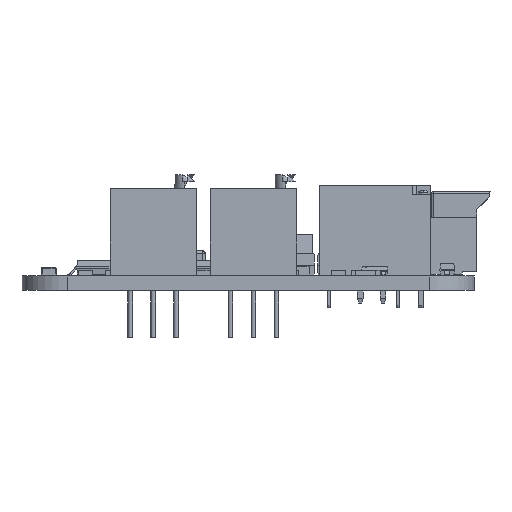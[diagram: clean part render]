
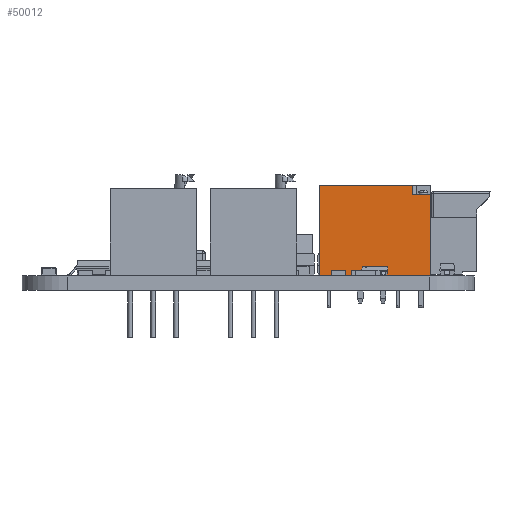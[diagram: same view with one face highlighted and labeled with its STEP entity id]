
A CAD part, left-side view. The second image highlights one B-rep face of the part: STEP entity #50012.
In plain terms, the highlighted planar face has unit normal (-1, 0, 0).
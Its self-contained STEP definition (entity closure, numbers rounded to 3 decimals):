
#49760 = VERTEX_POINT('',#49761);
#49761 = CARTESIAN_POINT('',(9.325,9.85,
    0.));
#49767 = EDGE_CURVE('',#49760,#49768,#49770,.T.);
#49768 = VERTEX_POINT('',#49769);
#49769 = CARTESIAN_POINT('',(9.325,22.15,
    0.));
#49770 = LINE('',#49771,#49772);
#49771 = CARTESIAN_POINT('',(9.325,9.85,
    0.));
#49772 = VECTOR('',#49773,1.);
#49773 = DIRECTION('',(0.,1.,0.));
#49902 = VERTEX_POINT('',#49903);
#49903 = CARTESIAN_POINT('',(9.325,9.85,
    9.));
#49909 = EDGE_CURVE('',#49902,#49760,#49910,.T.);
#49910 = LINE('',#49911,#49912);
#49911 = CARTESIAN_POINT('',(9.325,9.85,
    10.));
#49912 = VECTOR('',#49913,1.);
#49913 = DIRECTION('',(0.,0.,-1.));
#49941 = VERTEX_POINT('',#49942);
#49942 = CARTESIAN_POINT('',(9.325,11.85,
    10.));
#49973 = VERTEX_POINT('',#49974);
#49974 = CARTESIAN_POINT('',(9.325,22.15,
    10.));
#49980 = EDGE_CURVE('',#49973,#49941,#49981,.T.);
#49981 = LINE('',#49982,#49983);
#49982 = CARTESIAN_POINT('',(9.325,22.15,
    10.));
#49983 = VECTOR('',#49984,1.);
#49984 = DIRECTION('',(0.,-1.,0.));
#50001 = EDGE_CURVE('',#49768,#49973,#50002,.T.);
#50002 = LINE('',#50003,#50004);
#50003 = CARTESIAN_POINT('',(9.325,22.15,
    0.));
#50004 = VECTOR('',#50005,1.);
#50005 = DIRECTION('',(0.,0.,1.));
#50012 = ADVANCED_FACE('',(#50013),#50033,.F.);
#50013 = FACE_BOUND('',#50014,.T.);
#50014 = EDGE_LOOP('',(#50015,#50023,#50029,#50030,#50031,#50032));
#50015 = ORIENTED_EDGE('',*,*,#50016,.F.);
#50016 = EDGE_CURVE('',#50017,#49902,#50019,.T.);
#50017 = VERTEX_POINT('',#50018);
#50018 = CARTESIAN_POINT('',(9.325,11.85,
    9.));
#50019 = LINE('',#50020,#50021);
#50020 = CARTESIAN_POINT('',(9.325,9.85,
    9.));
#50021 = VECTOR('',#50022,1.);
#50022 = DIRECTION('',(0.,-1.,0.));
#50023 = ORIENTED_EDGE('',*,*,#50024,.T.);
#50024 = EDGE_CURVE('',#50017,#49941,#50025,.T.);
#50025 = LINE('',#50026,#50027);
#50026 = CARTESIAN_POINT('',(9.325,11.85,
    9.));
#50027 = VECTOR('',#50028,1.);
#50028 = DIRECTION('',(0.,0.,1.));
#50029 = ORIENTED_EDGE('',*,*,#49980,.F.);
#50030 = ORIENTED_EDGE('',*,*,#50001,.F.);
#50031 = ORIENTED_EDGE('',*,*,#49767,.F.);
#50032 = ORIENTED_EDGE('',*,*,#49909,.F.);
#50033 = PLANE('',#50034);
#50034 = AXIS2_PLACEMENT_3D('',#50035,#50036,#50037);
#50035 = CARTESIAN_POINT('',(9.325,15.9,
    0.));
#50036 = DIRECTION('',(1.,0.,0.));
#50037 = DIRECTION('',(0.,1.,0.));
